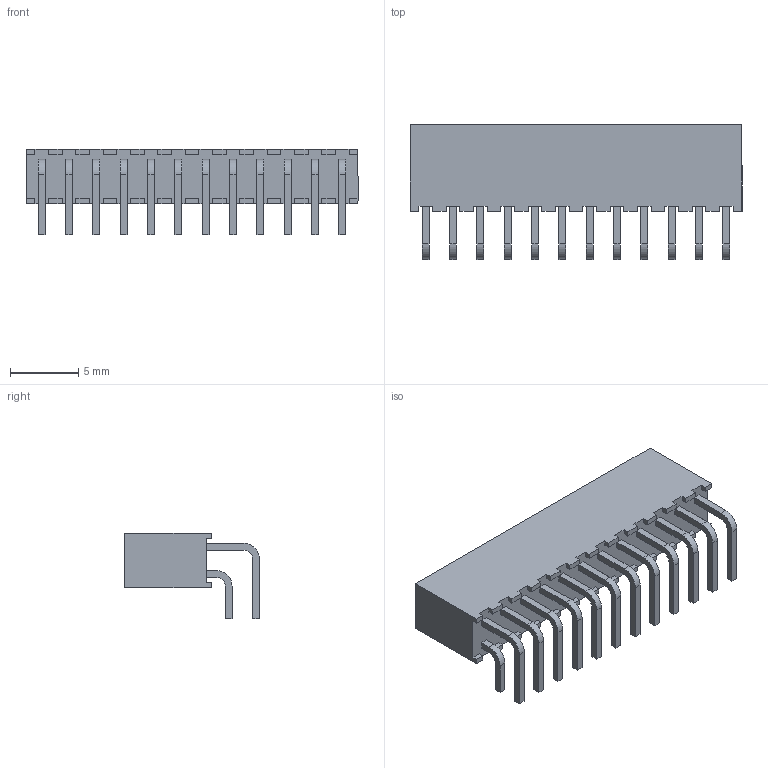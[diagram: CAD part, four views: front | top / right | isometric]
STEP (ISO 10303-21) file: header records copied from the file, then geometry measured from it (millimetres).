
FILE_DESCRIPTION((''),'2;1');
FILE_NAME('SAMTEC_SQT-112-01-L-D-RA.stp','2011-08-23T09:29:24',(''),(''),'Mechanical Desktop 2011','Mechanical Desktop 2011',', , ');
FILE_SCHEMA(('AUTOMOTIVE_DESIGN { 1 2 10303 214 1 1 1 1 }'));
Length unit declared in the file: millimetre
Products named in the file (1): Product
Bounding box: 24.3 x 9.87 x 6.29 mm (x, y, z)
Volume: 615 mm3; surface area: 900 mm2
Topology: 25 solids, 25 shells, 466 faces, 1176 edges, 784 vertices
Faces by surface type: plane 410, cylinder 48, bspline 8
Entity records: 13804 total; most frequent: CARTESIAN_POINT 2451, ORIENTED_EDGE 2352, DIRECTION 2190, EDGE_CURVE 1176, VECTOR 1080, LINE 1080, VERTEX_POINT 784, AXIS2_PLACEMENT_3D 555
